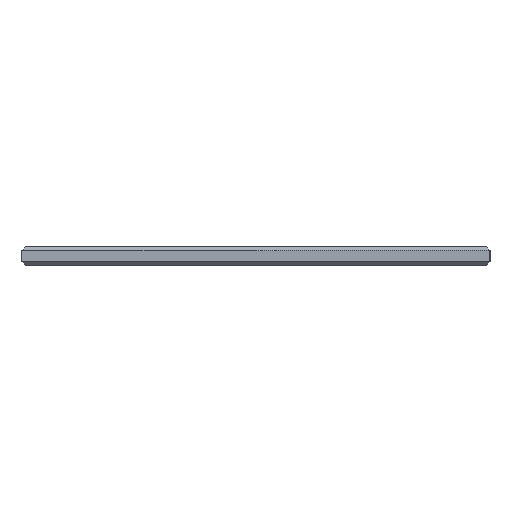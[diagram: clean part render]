
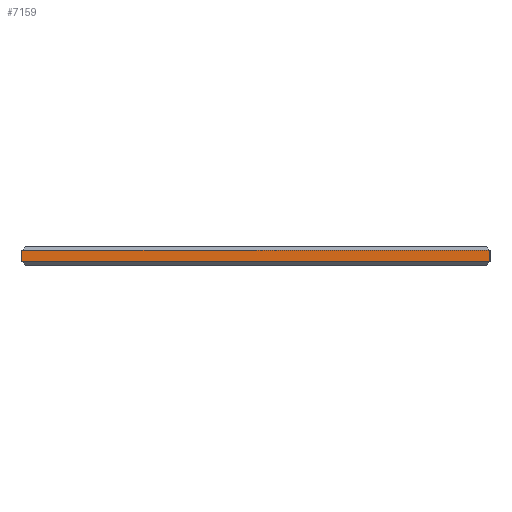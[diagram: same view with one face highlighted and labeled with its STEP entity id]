
A CAD part, left-side view. The second image highlights one B-rep face of the part: STEP entity #7159.
In plain terms, the highlighted planar face has unit normal (-1, 0, 0).
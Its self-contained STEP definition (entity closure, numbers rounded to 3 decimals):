
#188 = DIRECTION ( 'NONE',  ( 0., 1., 0. ) ) ;
#569 = ORIENTED_EDGE ( 'NONE', *, *, #6117, .T. ) ;
#665 = ORIENTED_EDGE ( 'NONE', *, *, #3133, .F. ) ;
#694 = VECTOR ( 'NONE', #188, 1000. ) ;
#951 = VERTEX_POINT ( 'NONE', #6345 ) ;
#1215 = VECTOR ( 'NONE', #3936, 1000. ) ;
#1237 = CARTESIAN_POINT ( 'NONE',  ( -18., 12.5, 0.5 ) ) ;
#1674 = DIRECTION ( 'NONE',  ( 0., -1., 0. ) ) ;
#1694 = CARTESIAN_POINT ( 'NONE',  ( -18., -12.5, 0.5 ) ) ;
#2004 = CARTESIAN_POINT ( 'NONE',  ( -18., 12.5, -0.3 ) ) ;
#2085 = VERTEX_POINT ( 'NONE', #2004 ) ;
#2243 = LINE ( 'NONE', #3725, #694 ) ;
#2294 = DIRECTION ( 'NONE',  ( 0., 0., -1. ) ) ;
#2454 = VERTEX_POINT ( 'NONE', #4447 ) ;
#2489 = LINE ( 'NONE', #1694, #7317 ) ;
#2584 = FACE_OUTER_BOUND ( 'NONE', #5128, .T. ) ;
#2763 = LINE ( 'NONE', #3337, #1215 ) ;
#3133 = EDGE_CURVE ( 'NONE', #5396, #2454, #2489, .T. ) ;
#3294 = EDGE_CURVE ( 'NONE', #2085, #2454, #5051, .T. ) ;
#3337 = CARTESIAN_POINT ( 'NONE',  ( -18., 12.5, 0.5 ) ) ;
#3596 = DIRECTION ( 'NONE',  ( 0., 0., -1. ) ) ;
#3725 = CARTESIAN_POINT ( 'NONE',  ( -18., 12.5, 0.3 ) ) ;
#3811 = AXIS2_PLACEMENT_3D ( 'NONE', #1237, #7075, #3596 ) ;
#3936 = DIRECTION ( 'NONE',  ( 0., 0., -1. ) ) ;
#4213 = EDGE_CURVE ( 'NONE', #951, #2085, #2763, .T. ) ;
#4447 = CARTESIAN_POINT ( 'NONE',  ( -18., -12.5, -0.3 ) ) ;
#4567 = ORIENTED_EDGE ( 'NONE', *, *, #4213, .T. ) ;
#4671 = VECTOR ( 'NONE', #1674, 1000. ) ;
#5051 = LINE ( 'NONE', #5883, #4671 ) ;
#5128 = EDGE_LOOP ( 'NONE', ( #4567, #6282, #665, #569 ) ) ;
#5396 = VERTEX_POINT ( 'NONE', #7349 ) ;
#5883 = CARTESIAN_POINT ( 'NONE',  ( -18., 12.5, -0.3 ) ) ;
#6117 = EDGE_CURVE ( 'NONE', #5396, #951, #2243, .T. ) ;
#6282 = ORIENTED_EDGE ( 'NONE', *, *, #3294, .T. ) ;
#6345 = CARTESIAN_POINT ( 'NONE',  ( -18., 12.5, 0.3 ) ) ;
#6506 = PLANE ( 'NONE',  #3811 ) ;
#7075 = DIRECTION ( 'NONE',  ( 1., 0., 0. ) ) ;
#7159 = ADVANCED_FACE ( 'NONE', ( #2584 ), #6506, .F. ) ;
#7317 = VECTOR ( 'NONE', #2294, 1000. ) ;
#7349 = CARTESIAN_POINT ( 'NONE',  ( -18., -12.5, 0.3 ) ) ;
